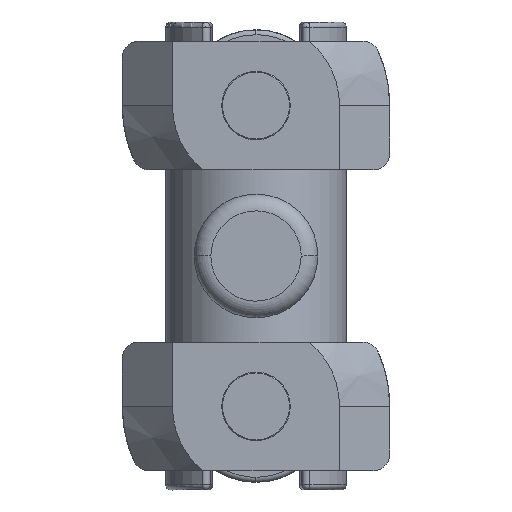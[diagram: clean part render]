
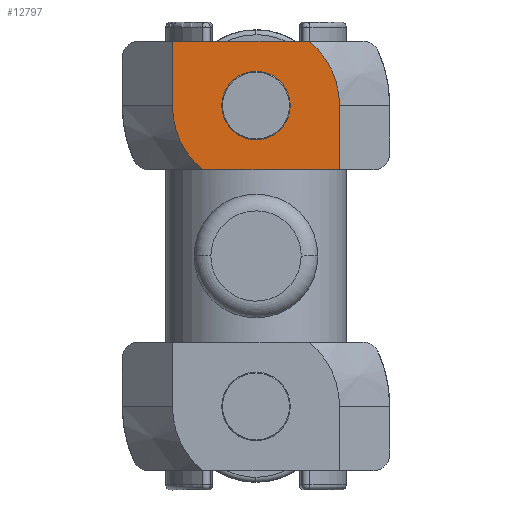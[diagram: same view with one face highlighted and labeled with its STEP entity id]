
A CAD part, front view. The second image highlights one B-rep face of the part: STEP entity #12797.
In plain terms, the highlighted planar face has unit normal (0, -1, 0).
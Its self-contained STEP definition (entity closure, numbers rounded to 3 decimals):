
#835 = CARTESIAN_POINT ( 'NONE',  ( 0., -22.4, 9. ) ) ;
#1033 = CARTESIAN_POINT ( 'NONE',  ( 0., -22.4, 11.05 ) ) ;
#2147 = AXIS2_PLACEMENT_3D ( 'NONE', #20578, #10039, #22314 ) ;
#2396 = DIRECTION ( 'NONE',  ( 0., -1., 0. ) ) ;
#2572 = DIRECTION ( 'NONE',  ( 0., 0., 1. ) ) ;
#3247 = CARTESIAN_POINT ( 'NONE',  ( 0., -22.4, 9. ) ) ;
#3406 = VERTEX_POINT ( 'NONE', #15689 ) ;
#3706 = VERTEX_POINT ( 'NONE', #4821 ) ;
#3807 = LINE ( 'NONE', #6658, #12602 ) ;
#3913 = AXIS2_PLACEMENT_3D ( 'NONE', #835, #13109, #2572 ) ;
#4509 = CARTESIAN_POINT ( 'NONE',  ( 5., -22.4, 9. ) ) ;
#4740 = AXIS2_PLACEMENT_3D ( 'NONE', #19002, #8387, #20709 ) ;
#4821 = CARTESIAN_POINT ( 'NONE',  ( 5., -22.4, 9. ) ) ;
#5026 = DIRECTION ( 'NONE',  ( 0., 0., 1. ) ) ;
#5618 = LINE ( 'NONE', #19080, #19143 ) ;
#6658 = CARTESIAN_POINT ( 'NONE',  ( 0., -22.4, 5.15 ) ) ;
#7443 = AXIS2_PLACEMENT_3D ( 'NONE', #3247, #15566, #5026 ) ;
#7817 = VECTOR ( 'NONE', #15035, 1000. ) ;
#8308 = VERTEX_POINT ( 'NONE', #15682 ) ;
#8387 = DIRECTION ( 'NONE',  ( 0., -1., 0. ) ) ;
#8872 = EDGE_CURVE ( 'NONE', #13581, #20730, #21272, .T. ) ;
#8975 = CIRCLE ( 'NONE', #3913, 5. ) ;
#10039 = DIRECTION ( 'NONE',  ( 0., 1., 0. ) ) ;
#10184 = EDGE_CURVE ( 'NONE', #20730, #3406, #5618, .T. ) ;
#11497 = CARTESIAN_POINT ( 'NONE',  ( -5., -22.4, 9. ) ) ;
#11564 = DIRECTION ( 'NONE',  ( 0., 0., -1. ) ) ;
#12121 = VECTOR ( 'NONE', #11564, 1000. ) ;
#12175 = EDGE_LOOP ( 'NONE', ( #18499, #19325, #20375, #20635, #20662, #21213 ) ) ;
#12602 = VECTOR ( 'NONE', #22604, 1000. ) ;
#12667 = LINE ( 'NONE', #4509, #12121 ) ;
#12797 = ADVANCED_FACE ( 'NONE', ( #21355, #16719 ), #18846, .F. ) ;
#12925 = CARTESIAN_POINT ( 'NONE',  ( 0., -22.4, 9. ) ) ;
#13109 = DIRECTION ( 'NONE',  ( 0., 1., 0. ) ) ;
#13581 = VERTEX_POINT ( 'NONE', #21153 ) ;
#14122 = VERTEX_POINT ( 'NONE', #20299 ) ;
#14714 = DIRECTION ( 'NONE',  ( 0., 0., 1. ) ) ;
#14811 = CARTESIAN_POINT ( 'NONE',  ( 5., -22.4, 5.15 ) ) ;
#14819 = EDGE_CURVE ( 'NONE', #20735, #8308, #3807, .T. ) ;
#15035 = DIRECTION ( 'NONE',  ( 0., 0., 1. ) ) ;
#15070 = EDGE_CURVE ( 'NONE', #3406, #3706, #8975, .T. ) ;
#15566 = DIRECTION ( 'NONE',  ( 0., 1., 0. ) ) ;
#15682 = CARTESIAN_POINT ( 'NONE',  ( -3.19, -22.4, 5.15 ) ) ;
#15689 = CARTESIAN_POINT ( 'NONE',  ( 3.19, -22.4, 12.85 ) ) ;
#16719 = FACE_OUTER_BOUND ( 'NONE', #12175, .T. ) ;
#17393 = ORIENTED_EDGE ( 'NONE', *, *, #22090, .F. ) ;
#17978 = CIRCLE ( 'NONE', #4740, 2.05 ) ;
#18228 = ORIENTED_EDGE ( 'NONE', *, *, #18930, .F. ) ;
#18462 = EDGE_CURVE ( 'NONE', #3706, #20735, #12667, .T. ) ;
#18499 = ORIENTED_EDGE ( 'NONE', *, *, #15070, .F. ) ;
#18846 = PLANE ( 'NONE',  #7443 ) ;
#18889 = EDGE_LOOP ( 'NONE', ( #17393, #18228 ) ) ;
#18930 = EDGE_CURVE ( 'NONE', #14122, #19150, #21996, .T. ) ;
#19002 = CARTESIAN_POINT ( 'NONE',  ( 0., -22.4, 9. ) ) ;
#19080 = CARTESIAN_POINT ( 'NONE',  ( 0., -22.4, 12.85 ) ) ;
#19143 = VECTOR ( 'NONE', #19308, 1000. ) ;
#19150 = VERTEX_POINT ( 'NONE', #1033 ) ;
#19308 = DIRECTION ( 'NONE',  ( 1., 0., 0. ) ) ;
#19325 = ORIENTED_EDGE ( 'NONE', *, *, #10184, .F. ) ;
#19487 = CIRCLE ( 'NONE', #2147, 5. ) ;
#19701 = EDGE_CURVE ( 'NONE', #8308, #13581, #19487, .T. ) ;
#20299 = CARTESIAN_POINT ( 'NONE',  ( 0., -22.4, 6.95 ) ) ;
#20375 = ORIENTED_EDGE ( 'NONE', *, *, #8872, .F. ) ;
#20578 = CARTESIAN_POINT ( 'NONE',  ( 0., -22.4, 9. ) ) ;
#20635 = ORIENTED_EDGE ( 'NONE', *, *, #19701, .F. ) ;
#20662 = ORIENTED_EDGE ( 'NONE', *, *, #14819, .F. ) ;
#20709 = DIRECTION ( 'NONE',  ( 0., 0., 1. ) ) ;
#20730 = VERTEX_POINT ( 'NONE', #21698 ) ;
#20735 = VERTEX_POINT ( 'NONE', #14811 ) ;
#20826 = AXIS2_PLACEMENT_3D ( 'NONE', #12925, #2396, #14714 ) ;
#21153 = CARTESIAN_POINT ( 'NONE',  ( -5., -22.4, 9. ) ) ;
#21213 = ORIENTED_EDGE ( 'NONE', *, *, #18462, .F. ) ;
#21272 = LINE ( 'NONE', #11497, #7817 ) ;
#21355 = FACE_BOUND ( 'NONE', #18889, .T. ) ;
#21698 = CARTESIAN_POINT ( 'NONE',  ( -5., -22.4, 12.85 ) ) ;
#21996 = CIRCLE ( 'NONE', #20826, 2.05 ) ;
#22090 = EDGE_CURVE ( 'NONE', #19150, #14122, #17978, .T. ) ;
#22314 = DIRECTION ( 'NONE',  ( 0., 0., 1. ) ) ;
#22604 = DIRECTION ( 'NONE',  ( -1., 0., 0. ) ) ;
